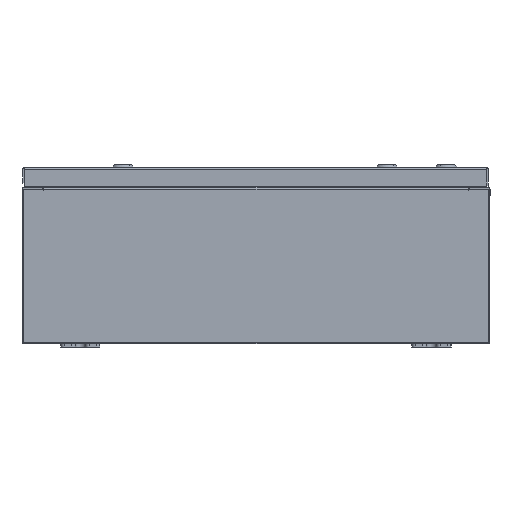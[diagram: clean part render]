
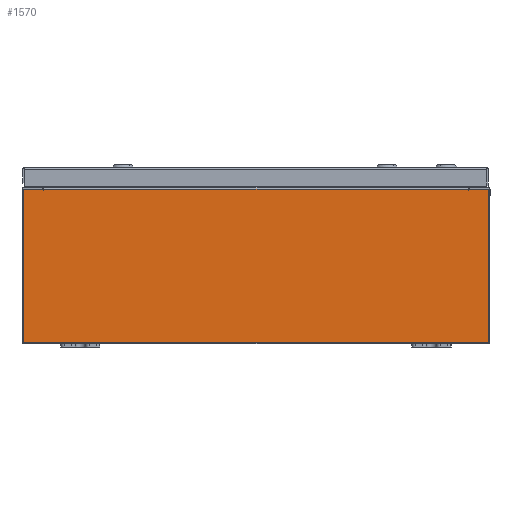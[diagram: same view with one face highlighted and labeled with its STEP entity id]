
A CAD part, front view. The second image highlights one B-rep face of the part: STEP entity #1570.
In plain terms, the highlighted face is planar.
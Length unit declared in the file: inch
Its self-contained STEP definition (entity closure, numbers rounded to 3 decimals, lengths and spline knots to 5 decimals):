
#852 = AXIS2_PLACEMENT_3D ( 'NONE', #1550, #35618, #21008 ) ;
#969 = CARTESIAN_POINT ( 'NONE',  ( -10.90588, 0., 3.87495 ) ) ;
#1006 = CARTESIAN_POINT ( 'NONE',  ( 10.8872, 0., 3.87495 ) ) ;
#1114 = VECTOR ( 'NONE', #5025, 39.37008 ) ;
#1271 = LINE ( 'NONE', #9820, #24235 ) ;
#1286 = VECTOR ( 'NONE', #47174, 39.37008 ) ;
#1351 = ORIENTED_EDGE ( 'NONE', *, *, #57284, .F. ) ;
#1550 = CARTESIAN_POINT ( 'NONE',  ( 0., 0., 0. ) ) ;
#1570 = ADVANCED_FACE ( 'NONE', ( #12621 ), #50393, .F. ) ;
#2188 = ORIENTED_EDGE ( 'NONE', *, *, #21937, .F. ) ;
#3004 = CARTESIAN_POINT ( 'NONE',  ( 10.92455, 0., 0. ) ) ;
#5025 = DIRECTION ( 'NONE',  ( 0., 0., 1. ) ) ;
#5342 = CARTESIAN_POINT ( 'NONE',  ( -11.9253, 0., 3.9253 ) ) ;
#5879 = DIRECTION ( 'NONE',  ( 0., 0., -1. ) ) ;
#6066 = LINE ( 'NONE', #21293, #42161 ) ;
#7426 = CARTESIAN_POINT ( 'NONE',  ( -10.92455, 0., 3.9253 ) ) ;
#8416 = VERTEX_POINT ( 'NONE', #27626 ) ;
#9013 = EDGE_CURVE ( 'NONE', #27604, #56061, #6066, .T. ) ;
#9435 = DIRECTION ( 'NONE',  ( 0., 0., -1. ) ) ;
#9820 = CARTESIAN_POINT ( 'NONE',  ( -10.8872, 0., 3.9123 ) ) ;
#10433 = ORIENTED_EDGE ( 'NONE', *, *, #29875, .F. ) ;
#11485 = VECTOR ( 'NONE', #9435, 39.37008 ) ;
#12117 = DIRECTION ( 'NONE',  ( -1., 0., 0. ) ) ;
#12318 = VERTEX_POINT ( 'NONE', #36535 ) ;
#12621 = FACE_OUTER_BOUND ( 'NONE', #26946, .T. ) ;
#13505 = DIRECTION ( 'NONE',  ( 0., 1., 0. ) ) ;
#13866 = ORIENTED_EDGE ( 'NONE', *, *, #45021, .T. ) ;
#14017 = CARTESIAN_POINT ( 'NONE',  ( -10.92455, 0., 0. ) ) ;
#14281 = LINE ( 'NONE', #3004, #1286 ) ;
#17948 = VERTEX_POINT ( 'NONE', #1006 ) ;
#18282 = AXIS2_PLACEMENT_3D ( 'NONE', #42945, #13505, #47856 ) ;
#18742 = LINE ( 'NONE', #28428, #43354 ) ;
#19120 = ORIENTED_EDGE ( 'NONE', *, *, #20618, .F. ) ;
#20618 = EDGE_CURVE ( 'NONE', #17948, #46322, #28729, .T. ) ;
#20719 = VERTEX_POINT ( 'NONE', #54539 ) ;
#20822 = ORIENTED_EDGE ( 'NONE', *, *, #21852, .T. ) ;
#21008 = DIRECTION ( 'NONE',  ( 0., 0., -1. ) ) ;
#21293 = CARTESIAN_POINT ( 'NONE',  ( -11.9253, 0., 3.9253 ) ) ;
#21852 = EDGE_CURVE ( 'NONE', #49386, #48351, #18742, .T. ) ;
#21937 = EDGE_CURVE ( 'NONE', #40982, #56061, #53257, .T. ) ;
#22699 = VECTOR ( 'NONE', #34723, 39.37008 ) ;
#24235 = VECTOR ( 'NONE', #34511, 39.37008 ) ;
#25079 = ORIENTED_EDGE ( 'NONE', *, *, #42508, .T. ) ;
#26946 = EDGE_LOOP ( 'NONE', ( #2188, #1351, #10433, #25079, #19120, #32946, #56107, #13866, #20822, #44918, #27076, #52588 ) ) ;
#27076 = ORIENTED_EDGE ( 'NONE', *, *, #42596, .T. ) ;
#27604 = VERTEX_POINT ( 'NONE', #31964 ) ;
#27626 = CARTESIAN_POINT ( 'NONE',  ( 10.92455, 0., 3.87495 ) ) ;
#28360 = CARTESIAN_POINT ( 'NONE',  ( -11.9253, 0., 3.9253 ) ) ;
#28428 = CARTESIAN_POINT ( 'NONE',  ( 11.9253, 0., 3.9253 ) ) ;
#28646 = EDGE_CURVE ( 'NONE', #48351, #12318, #43823, .T. ) ;
#28729 = LINE ( 'NONE', #44060, #1114 ) ;
#29875 = EDGE_CURVE ( 'NONE', #35596, #33100, #62125, .T. ) ;
#30948 = CIRCLE ( 'NONE', #49141, 0.01867 ) ;
#31683 = CARTESIAN_POINT ( 'NONE',  ( -11.9253, 0., -3.9253 ) ) ;
#31964 = CARTESIAN_POINT ( 'NONE',  ( -11.9253, 0., 3.9253 ) ) ;
#32946 = ORIENTED_EDGE ( 'NONE', *, *, #39960, .F. ) ;
#33100 = VERTEX_POINT ( 'NONE', #33399 ) ;
#33366 = DIRECTION ( 'NONE',  ( 0., 0., -1. ) ) ;
#33399 = CARTESIAN_POINT ( 'NONE',  ( -10.8872, 0., 3.87495 ) ) ;
#33998 = DIRECTION ( 'NONE',  ( 0., 0., 1. ) ) ;
#34511 = DIRECTION ( 'NONE',  ( 1., 0., 0. ) ) ;
#34723 = DIRECTION ( 'NONE',  ( 0., 0., 1. ) ) ;
#35267 = DIRECTION ( 'NONE',  ( 0., 1., 0. ) ) ;
#35596 = VERTEX_POINT ( 'NONE', #47862 ) ;
#35618 = DIRECTION ( 'NONE',  ( 0., -1., 0. ) ) ;
#35776 = LINE ( 'NONE', #5342, #22699 ) ;
#36535 = CARTESIAN_POINT ( 'NONE',  ( -11.9253, 0., -3.9253 ) ) ;
#37954 = VECTOR ( 'NONE', #62658, 39.37008 ) ;
#39800 = CIRCLE ( 'NONE', #18282, 0.01867 ) ;
#39960 = EDGE_CURVE ( 'NONE', #8416, #17948, #39800, .T. ) ;
#40098 = CARTESIAN_POINT ( 'NONE',  ( -10.92455, 0., 3.87495 ) ) ;
#40273 = VECTOR ( 'NONE', #33998, 39.37008 ) ;
#40982 = VERTEX_POINT ( 'NONE', #40098 ) ;
#42161 = VECTOR ( 'NONE', #50891, 39.37008 ) ;
#42508 = EDGE_CURVE ( 'NONE', #35596, #46322, #1271, .T. ) ;
#42596 = EDGE_CURVE ( 'NONE', #12318, #27604, #35776, .T. ) ;
#42945 = CARTESIAN_POINT ( 'NONE',  ( 10.90588, 0., 3.87495 ) ) ;
#43354 = VECTOR ( 'NONE', #33366, 39.37008 ) ;
#43787 = CARTESIAN_POINT ( 'NONE',  ( -10.8872, 0., 0. ) ) ;
#43823 = LINE ( 'NONE', #31683, #56857 ) ;
#44060 = CARTESIAN_POINT ( 'NONE',  ( 10.8872, 0., 0. ) ) ;
#44918 = ORIENTED_EDGE ( 'NONE', *, *, #28646, .T. ) ;
#45021 = EDGE_CURVE ( 'NONE', #20719, #49386, #62464, .T. ) ;
#46322 = VERTEX_POINT ( 'NONE', #49388 ) ;
#46481 = CARTESIAN_POINT ( 'NONE',  ( 11.9253, 0., 3.9253 ) ) ;
#46603 = CARTESIAN_POINT ( 'NONE',  ( 11.9253, 0., -3.9253 ) ) ;
#47174 = DIRECTION ( 'NONE',  ( 0., 0., -1. ) ) ;
#47856 = DIRECTION ( 'NONE',  ( 0., 0., -1. ) ) ;
#47862 = CARTESIAN_POINT ( 'NONE',  ( -10.8872, 0., 3.9123 ) ) ;
#48351 = VERTEX_POINT ( 'NONE', #46603 ) ;
#49141 = AXIS2_PLACEMENT_3D ( 'NONE', #969, #35267, #5879 ) ;
#49386 = VERTEX_POINT ( 'NONE', #46481 ) ;
#49388 = CARTESIAN_POINT ( 'NONE',  ( 10.8872, 0., 3.9123 ) ) ;
#50393 = PLANE ( 'NONE',  #852 ) ;
#50891 = DIRECTION ( 'NONE',  ( 1., 0., 0. ) ) ;
#51200 = EDGE_CURVE ( 'NONE', #20719, #8416, #14281, .T. ) ;
#52588 = ORIENTED_EDGE ( 'NONE', *, *, #9013, .T. ) ;
#53257 = LINE ( 'NONE', #14017, #40273 ) ;
#54539 = CARTESIAN_POINT ( 'NONE',  ( 10.92455, 0., 3.9253 ) ) ;
#56061 = VERTEX_POINT ( 'NONE', #7426 ) ;
#56107 = ORIENTED_EDGE ( 'NONE', *, *, #51200, .F. ) ;
#56857 = VECTOR ( 'NONE', #12117, 39.37008 ) ;
#57284 = EDGE_CURVE ( 'NONE', #33100, #40982, #30948, .T. ) ;
#62125 = LINE ( 'NONE', #43787, #11485 ) ;
#62464 = LINE ( 'NONE', #28360, #37954 ) ;
#62658 = DIRECTION ( 'NONE',  ( 1., 0., 0. ) ) ;
